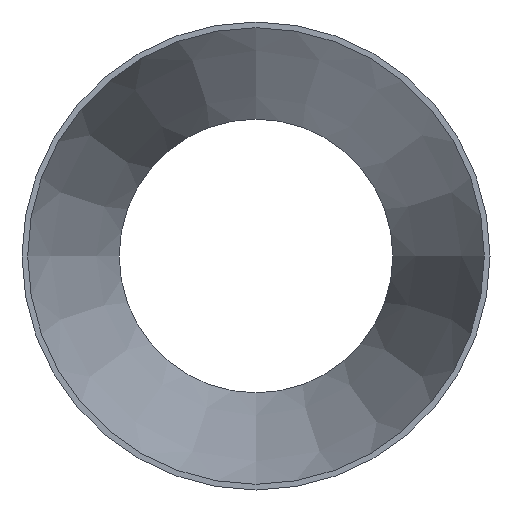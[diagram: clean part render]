
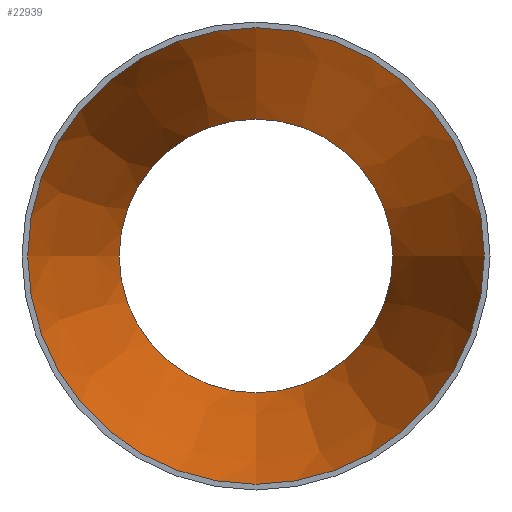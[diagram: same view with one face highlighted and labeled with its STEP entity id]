
A CAD part, front view. The second image highlights one B-rep face of the part: STEP entity #22939.
In plain terms, the highlighted conical face has half-angle 15.69 degrees and reference radius 124.884 mm.
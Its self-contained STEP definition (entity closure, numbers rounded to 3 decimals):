
#1060 = EDGE_LOOP ( 'NONE', ( #22773 ) ) ;
#4405 = CARTESIAN_POINT ( 'NONE',  ( 0., 0., 0. ) ) ;
#4794 = FACE_OUTER_BOUND ( 'NONE', #1060, .T. ) ;
#5545 = EDGE_LOOP ( 'NONE', ( #16000 ) ) ;
#5778 = CARTESIAN_POINT ( 'NONE',  ( 0., 0., -124.884 ) ) ;
#8777 = AXIS2_PLACEMENT_3D ( 'NONE', #4405, #16699, #19620 ) ;
#8953 = DIRECTION ( 'NONE',  ( 0., -1., 0. ) ) ;
#10289 = EDGE_CURVE ( 'NONE', #10872, #10872, #19915, .T. ) ;
#10872 = VERTEX_POINT ( 'NONE', #5778 ) ;
#12079 = DIRECTION ( 'NONE',  ( 0., 0., -1. ) ) ;
#13065 = AXIS2_PLACEMENT_3D ( 'NONE', #17363, #8953, #12079 ) ;
#16000 = ORIENTED_EDGE ( 'NONE', *, *, #32238, .F. ) ;
#16699 = DIRECTION ( 'NONE',  ( 0., -1., 0. ) ) ;
#17363 = CARTESIAN_POINT ( 'NONE',  ( 0., 0., 0. ) ) ;
#17793 = CARTESIAN_POINT ( 'NONE',  ( 0., 178., 0. ) ) ;
#19550 = CIRCLE ( 'NONE', #34507, 74.884 ) ;
#19620 = DIRECTION ( 'NONE',  ( 0., 0., -1. ) ) ;
#19804 = FACE_BOUND ( 'NONE', #5545, .T. ) ;
#19915 = CIRCLE ( 'NONE', #13065, 124.884 ) ;
#20212 = VERTEX_POINT ( 'NONE', #38172 ) ;
#20500 = DIRECTION ( 'NONE',  ( 0., 0., -1. ) ) ;
#22773 = ORIENTED_EDGE ( 'NONE', *, *, #10289, .T. ) ;
#22939 = ADVANCED_FACE ( 'NONE', ( #19804, #4794 ), #27473, .F. ) ;
#27473 = CONICAL_SURFACE ( 'NONE', #8777, 124.884, 0.274 ) ;
#32238 = EDGE_CURVE ( 'NONE', #20212, #20212, #19550, .T. ) ;
#32616 = DIRECTION ( 'NONE',  ( 0., -1., 0. ) ) ;
#34507 = AXIS2_PLACEMENT_3D ( 'NONE', #17793, #32616, #20500 ) ;
#38172 = CARTESIAN_POINT ( 'NONE',  ( 0., 178., -74.884 ) ) ;
